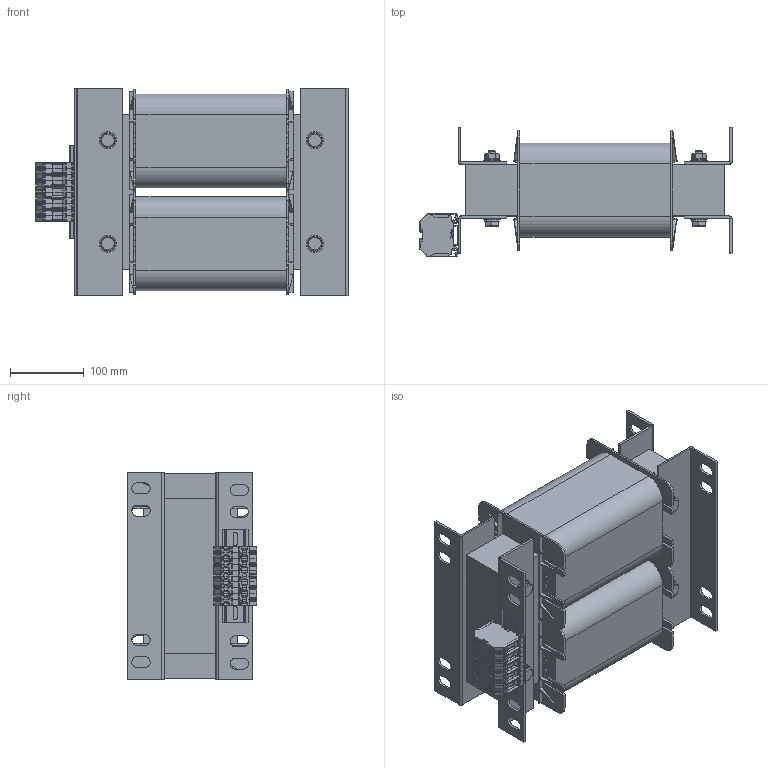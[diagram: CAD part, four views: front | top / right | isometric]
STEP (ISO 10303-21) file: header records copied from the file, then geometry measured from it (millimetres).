
FILE_DESCRIPTION(/* description */ (''),/* implementation_level */ '2;1');
FILE_NAME(/* name */ 'TA003165400.stp',/* time_stamp */ '2022-10-25T08:09:38+02:00',/* author */ ('velazquez'),/* organization */ (''),/* preprocessor_version */ 'ST-DEVELOPER v19.2',/* originating_system */ 'Autodesk Inventor 2023',/* authorisation */ '');
FILE_SCHEMA (('AUTOMOTIVE_DESIGN { 1 0 10303 214 3 1 1 }'));
Products named in the file (11): TA003165400; UI350 x 210 - 70 (Rc70); RC 70 UI; UI 210_70_BOBINADO; centrador M10; DIN 125 - A 10,5; DIN 933 - M10  x 95; DIN 934 - M10; carril 5 agujeros; FICHA 35; FICHA 35 AM_VE
Assembly tree (37 placements, depth 2):
  TA003165400
    UI350 x 210 - 70 (Rc70)
    RC 70 UI  x4
    UI 210_70_BOBINADO  x2
    centrador M10  x8
    DIN 125 - A 10,5  x8
    DIN 933 - M10  x 95  x4
    DIN 934 - M10  x4
    carril 5 agujeros
    FICHA 35  x4
    FICHA 35 AM_VE
Bounding box: 422.3 x 175.1 x 280 mm (x, y, z)
Volume: 9072674.7 mm3; surface area: 1267610.3 mm2
Topology: 37 solids, 99 shells, 4574 faces, 11934 edges, 7387 vertices
Faces by surface type: plane 2664, cylinder 1314, bspline 200, sphere 190, torus 158, cone 48
Full cylindrical faces by diameter (mm): 2 x20, 6.5 x10, 8.376 x4, 9.188 x4, 10 x12, 10.5 x8, 11.5 x8, 14 x4, 15.4 x4, 16 x8, 20 x8, 23 x8
Entity records: 69553 total; most frequent: CARTESIAN_POINT 21794, ORIENTED_EDGE 9606, DIRECTION 9525, EDGE_CURVE 4803, LINE 3345, VECTOR 3345, AXIS2_PLACEMENT_3D 3090, VERTEX_POINT 3027
